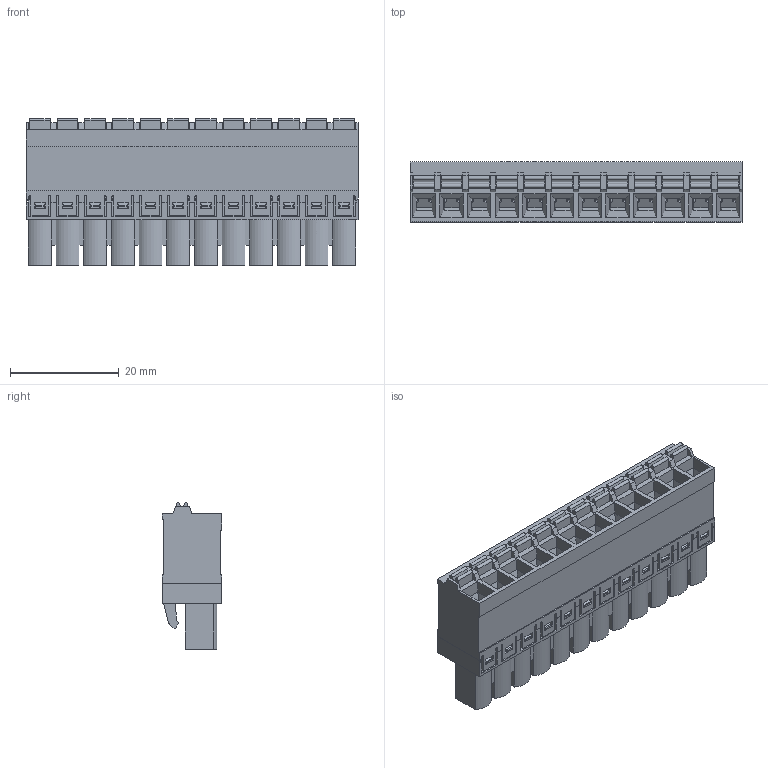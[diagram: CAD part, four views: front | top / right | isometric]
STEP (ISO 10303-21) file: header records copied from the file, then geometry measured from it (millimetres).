
FILE_DESCRIPTION(/* description */ ('Unknown'),/* implementation_level */ '2;1');
FILE_NAME(/* name */ '691304500012',/* time_stamp */ '2021-06-03T13:56:19+02:00',/* author */ ('Unknown'),/* organization */ ('Unknown'),/* preprocessor_version */ 'ST-DEVELOPER v16.7',/* originating_system */ 'Solid Edge',/* authorisation */ 'Unknown');
FILE_SCHEMA (('CONFIG_CONTROL_DESIGN','AUTOMOTIVE_DESIGN {1 0 10303 214 3 1 1}'));
Products named in the file (6): 6913045000xx; 691304500012; 691304530012_Bas; 6913045300xx_Levier; 6913045300xx_Lamelle; 6913045300xx_Pin
Assembly tree (38 placements, depth 2):
  6913045000xx
    691304500012
    691304530012_Bas
    6913045300xx_Levier  x12
    6913045300xx_Lamelle  x12
    6913045300xx_Pin  x12
Bounding box: 60.96 x 11 x 26.91 mm (x, y, z)
Volume: 7413.2 mm3; surface area: 23576.2 mm2
Topology: 38 solids, 38 shells, 4596 faces, 12805 edges, 8314 vertices
Faces by surface type: plane 3450, cylinder 1098, bspline 36, cone 12
Full cylindrical faces by diameter (mm): 1.5 x12, 3 x12
Entity records: 72439 total; most frequent: CARTESIAN_POINT 12962, ORIENTED_EDGE 12708, DIRECTION 11455, EDGE_CURVE 6354, LINE 5869, VECTOR 5869, VERTEX_POINT 4143, AXIS2_PLACEMENT_3D 2793
